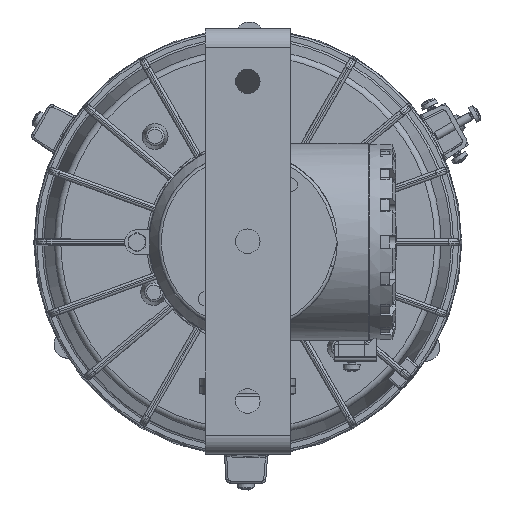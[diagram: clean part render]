
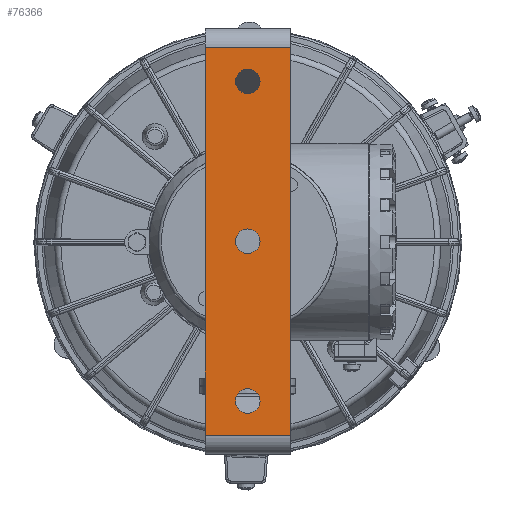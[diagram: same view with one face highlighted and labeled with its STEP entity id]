
A CAD part, top view. The second image highlights one B-rep face of the part: STEP entity #76366.
In plain terms, the highlighted planar face has unit normal (0, 0, 1).
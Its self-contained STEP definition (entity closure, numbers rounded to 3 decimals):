
#75668=CARTESIAN_POINT('',(-20.,-91.,337.662));
#75669=VERTEX_POINT('',#75668);
#75677=CARTESIAN_POINT('',(-20.,91.,337.662));
#75678=VERTEX_POINT('',#75677);
#75679=CARTESIAN_POINT('',(-20.,91.,337.662));
#75680=DIRECTION('',(0.0,-1.0,0.0));
#75681=VECTOR('',#75680,182.0);
#75682=LINE('',#75679,#75681);
#75683=EDGE_CURVE('',#75678,#75669,#75682,.T.);
#75889=CARTESIAN_POINT('',(5.75,-75.,337.662));
#75890=VERTEX_POINT('',#75889);
#75891=CARTESIAN_POINT('',(0.,-75.,337.662));
#75892=DIRECTION('',(0.0,0.0,-1.0));
#75893=DIRECTION('',(-1.0,0.0,0.0));
#75894=AXIS2_PLACEMENT_3D('',#75891,#75892,#75893);
#75895=CIRCLE('',#75894,5.75);
#75896=EDGE_CURVE('',#75890,#75890,#75895,.T.);
#75917=CARTESIAN_POINT('',(5.75,75.,337.662));
#75918=VERTEX_POINT('',#75917);
#75919=CARTESIAN_POINT('',(0.,75.,337.662));
#75920=DIRECTION('',(0.0,0.0,-1.0));
#75921=DIRECTION('',(-1.0,0.0,0.0));
#75922=AXIS2_PLACEMENT_3D('',#75919,#75920,#75921);
#75923=CIRCLE('',#75922,5.75);
#75924=EDGE_CURVE('',#75918,#75918,#75923,.T.);
#75945=CARTESIAN_POINT('',(5.75,0.,337.662));
#75946=VERTEX_POINT('',#75945);
#75947=CARTESIAN_POINT('',(0.,0.,337.662));
#75948=DIRECTION('',(0.0,0.0,-1.0));
#75949=DIRECTION('',(-1.0,0.0,0.0));
#75950=AXIS2_PLACEMENT_3D('',#75947,#75948,#75949);
#75951=CIRCLE('',#75950,5.75);
#75952=EDGE_CURVE('',#75946,#75946,#75951,.T.);
#76150=CARTESIAN_POINT('',(20.,91.,337.662));
#76151=VERTEX_POINT('',#76150);
#76159=CARTESIAN_POINT('',(20.,-91.0,337.662));
#76160=VERTEX_POINT('',#76159);
#76161=CARTESIAN_POINT('',(20.,-91.,337.662));
#76162=DIRECTION('',(0.0,1.0,0.0));
#76163=VECTOR('',#76162,182.0);
#76164=LINE('',#76161,#76163);
#76165=EDGE_CURVE('',#76160,#76151,#76164,.T.);
#76330=CARTESIAN_POINT('',(20.,-91.,337.662));
#76331=DIRECTION('',(-1.0,0.0,0.0));
#76332=VECTOR('',#76331,40.0);
#76333=LINE('',#76330,#76332);
#76334=EDGE_CURVE('',#76160,#75669,#76333,.T.);
#76341=CARTESIAN_POINT('',(-20.,-100.,337.662));
#76342=DIRECTION('',(0.0,0.0,1.0));
#76343=DIRECTION('',(1.0,0.0,0.0));
#76344=AXIS2_PLACEMENT_3D('',#76341,#76342,#76343);
#76345=PLANE('',#76344);
#76346=ORIENTED_EDGE('',*,*,#76334,.F.);
#76347=ORIENTED_EDGE('',*,*,#76165,.T.);
#76348=CARTESIAN_POINT('',(-20.,91.,337.662));
#76349=DIRECTION('',(1.0,0.0,0.0));
#76350=VECTOR('',#76349,40.0);
#76351=LINE('',#76348,#76350);
#76352=EDGE_CURVE('',#75678,#76151,#76351,.T.);
#76353=ORIENTED_EDGE('',*,*,#76352,.F.);
#76354=ORIENTED_EDGE('',*,*,#75683,.T.);
#76355=EDGE_LOOP('',(#76346,#76347,#76353,#76354));
#76356=FACE_OUTER_BOUND('',#76355,.T.);
#76357=ORIENTED_EDGE('',*,*,#75896,.T.);
#76358=EDGE_LOOP('',(#76357));
#76359=FACE_BOUND('',#76358,.T.);
#76360=ORIENTED_EDGE('',*,*,#75924,.T.);
#76361=EDGE_LOOP('',(#76360));
#76362=FACE_BOUND('',#76361,.T.);
#76363=ORIENTED_EDGE('',*,*,#75952,.T.);
#76364=EDGE_LOOP('',(#76363));
#76365=FACE_BOUND('',#76364,.T.);
#76366=ADVANCED_FACE('',(#76356,#76359,#76362,#76365),#76345,.T.);
